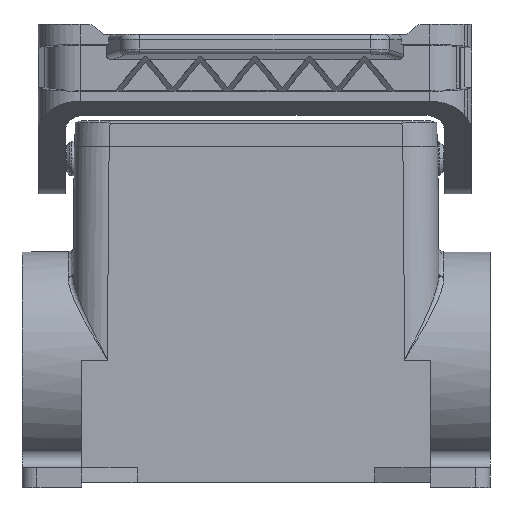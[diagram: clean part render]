
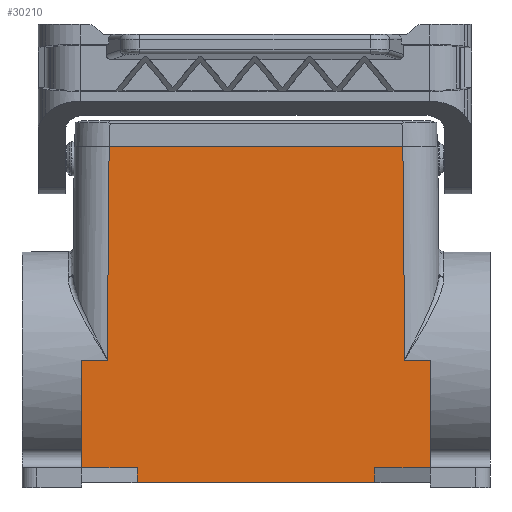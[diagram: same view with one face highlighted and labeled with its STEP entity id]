
A CAD part, front view. The second image highlights one B-rep face of the part: STEP entity #30210.
In plain terms, the highlighted face is planar.
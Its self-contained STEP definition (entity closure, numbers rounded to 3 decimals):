
#1630=CARTESIAN_POINT('',(76.191,55.126,45.5));
#1640=VERTEX_POINT('',#1630);
#1890=CARTESIAN_POINT('',(76.191,55.314,67.));
#1900=VERTEX_POINT('',#1890);
#1930=CARTESIAN_POINT('',(76.191,54.729,0.));
#1940=DIRECTION('',(0.,-0.009,-1.));
#1950=VECTOR('',#1940,1.);
#1960=LINE('',#1930,#1950);
#1970=EDGE_CURVE('',#1900,#1640,#1960,.T.);
#8550=CARTESIAN_POINT('',(11.317,55.124,
45.309));
#8560=VERTEX_POINT('',#8550);
#25560=CARTESIAN_POINT('',(70.691,54.751,2.5))
;
#25570=VERTEX_POINT('',#25560);
#25600=CARTESIAN_POINT('',(0.,54.751,2.5));
#25610=DIRECTION('',(1.,0.,0.));
#25620=VECTOR('',#25610,1.);
#25630=LINE('',#25600,#25620);
#25640=CARTESIAN_POINT('',(11.691,54.751,2.5));
#25650=VERTEX_POINT('',#25640);
#25660=EDGE_CURVE('',#25650,#25570,#25630,.T.);
#28470=CARTESIAN_POINT('',(71.065,55.124,
45.309));
#28480=VERTEX_POINT('',#28470);
#28510=CARTESIAN_POINT('',(70.669,54.728,
-0.061));
#28520=DIRECTION('',(0.009,0.009,
1.));
#28530=VECTOR('',#28520,1.);
#28540=LINE('',#28510,#28530);
#28550=EDGE_CURVE('',#25570,#28480,#28540,.T.);
#29370=CARTESIAN_POINT('',(4.691,54.729,0.
));
#29380=DIRECTION('',(0.,1.,-0.009));
#29390=DIRECTION('',(1.,0.,0.));
#29400=AXIS2_PLACEMENT_3D('',#29370,#29380,#29390);
#29410=PLANE('',#29400);
#29420=CARTESIAN_POINT('',(0.,55.126,45.5));
#29430=DIRECTION('',(1.,0.,0.));
#29440=VECTOR('',#29430,1.);
#29450=LINE('',#29420,#29440);
#29460=CARTESIAN_POINT('',(6.191,55.126,45.5));
#29470=VERTEX_POINT('',#29460);
#29480=CARTESIAN_POINT('',(11.315,55.126,45.5));
#29490=VERTEX_POINT('',#29480);
#29500=EDGE_CURVE('',#29470,#29490,#29450,.T.);
#29510=ORIENTED_EDGE('',*,*,#29500,.F.);
#29520=CARTESIAN_POINT('',(11.713,54.728,
-0.061));
#29530=DIRECTION('',(-0.009,0.009,
1.));
#29540=VECTOR('',#29530,1.);
#29550=LINE('',#29520,#29540);
#29560=EDGE_CURVE('',#8560,#29490,#29550,.T.);
#29570=ORIENTED_EDGE('',*,*,#29560,.T.);
#29580=EDGE_CURVE('',#25650,#8560,#29550,.T.);
#29590=ORIENTED_EDGE('',*,*,#29580,.T.);
#29600=ORIENTED_EDGE('',*,*,#25660,.F.);
#29610=ORIENTED_EDGE('',*,*,#28550,.F.);
#29620=CARTESIAN_POINT('',(71.066,55.126,45.5));
#29630=VERTEX_POINT('',#29620);
#29640=EDGE_CURVE('',#28480,#29630,#28540,.T.);
#29650=ORIENTED_EDGE('',*,*,#29640,.F.);
#29660=CARTESIAN_POINT('',(0.,55.126,45.5));
#29670=DIRECTION('',(-1.,0.,0.));
#29680=VECTOR('',#29670,1.);
#29690=LINE('',#29660,#29680);
#29700=EDGE_CURVE('',#1640,#29630,#29690,.T.);
#29710=ORIENTED_EDGE('',*,*,#29700,.T.);
#29720=ORIENTED_EDGE('',*,*,#1970,.T.);
#29730=CARTESIAN_POINT('',(0.,55.314,67.));
#29740=DIRECTION('',(-1.,0.,0.));
#29750=VECTOR('',#29740,1.);
#29760=LINE('',#29730,#29750);
#29770=CARTESIAN_POINT('',(65.041,55.314,67.));
#29780=VERTEX_POINT('',#29770);
#29790=EDGE_CURVE('',#1900,#29780,#29760,.T.);
#29800=ORIENTED_EDGE('',*,*,#29790,.F.);
#29810=CARTESIAN_POINT('',(64.029,54.729,
0.));
#29820=DIRECTION('',(-0.015,-0.009,
-1.));
#29830=VECTOR('',#29820,1.);
#29840=LINE('',#29810,#29830);
#29850=CARTESIAN_POINT('',(65.087,55.34,70.));
#29860=VERTEX_POINT('',#29850);
#29870=EDGE_CURVE('',#29860,#29780,#29840,.T.);
#29880=ORIENTED_EDGE('',*,*,#29870,.T.);
#29890=CARTESIAN_POINT('',(0.,55.34,70.));
#29900=DIRECTION('',(-1.,0.,0.));
#29910=VECTOR('',#29900,1.);
#29920=LINE('',#29890,#29910);
#29930=CARTESIAN_POINT('',(17.295,55.34,70.));
#29940=VERTEX_POINT('',#29930);
#29950=EDGE_CURVE('',#29860,#29940,#29920,.T.);
#29960=ORIENTED_EDGE('',*,*,#29950,.F.);
#29970=CARTESIAN_POINT('',(18.353,54.729,0.));
#29980=DIRECTION('',(0.015,-0.009,
-1.));
#29990=VECTOR('',#29980,1.);
#30000=LINE('',#29970,#29990);
#30010=CARTESIAN_POINT('',(17.34,55.314,67.));
#30020=VERTEX_POINT('',#30010);
#30030=EDGE_CURVE('',#29940,#30020,#30000,.T.);
#30040=ORIENTED_EDGE('',*,*,#30030,.F.);
#30050=CARTESIAN_POINT('',(0.,55.314,67.));
#30060=DIRECTION('',(1.,0.,0.));
#30070=VECTOR('',#30060,1.);
#30080=LINE('',#30050,#30070);
#30090=CARTESIAN_POINT('',(6.191,55.314,67.));
#30100=VERTEX_POINT('',#30090);
#30110=EDGE_CURVE('',#30100,#30020,#30080,.T.);
#30120=ORIENTED_EDGE('',*,*,#30110,.T.);
#30130=CARTESIAN_POINT('',(6.191,54.729,0.));
#30140=DIRECTION('',(0.,-0.009,-1.));
#30150=VECTOR('',#30140,1.);
#30160=LINE('',#30130,#30150);
#30170=EDGE_CURVE('',#30100,#29470,#30160,.T.);
#30180=ORIENTED_EDGE('',*,*,#30170,.F.);
#30190=EDGE_LOOP('',(#30180,#30120,#30040,#29960,#29880,#29800,#29720,
#29710,#29650,#29610,#29600,#29590,#29570,#29510));
#30200=FACE_OUTER_BOUND('',#30190,.T.);
#30210=ADVANCED_FACE('',(#30200),#29410,.T.);
